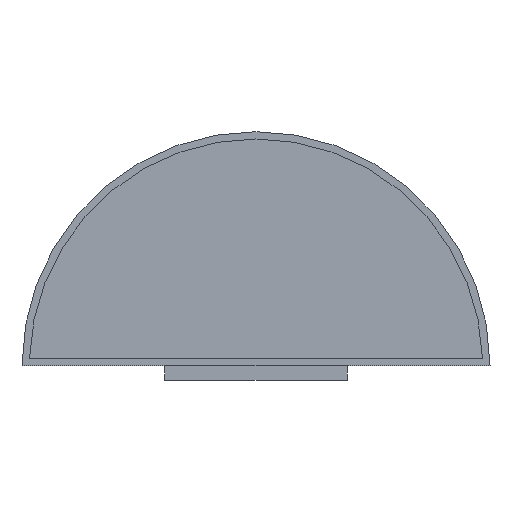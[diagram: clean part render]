
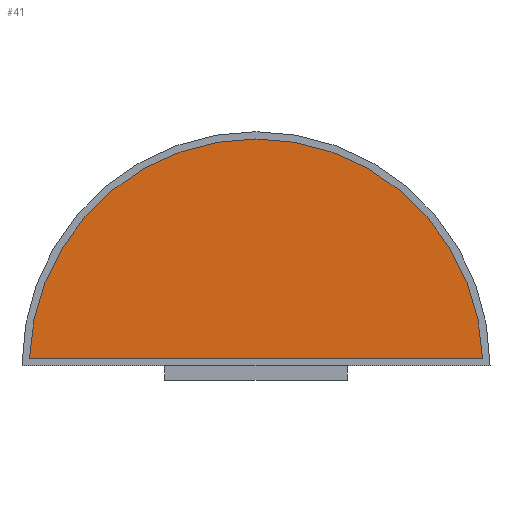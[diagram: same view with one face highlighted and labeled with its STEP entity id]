
A CAD part, front view. The second image highlights one B-rep face of the part: STEP entity #41.
In plain terms, the highlighted planar face has unit normal (0, -1, 0).
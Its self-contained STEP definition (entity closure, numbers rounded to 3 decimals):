
#41 = ADVANCED_FACE( '', ( #89 ), #90, .T. );
#89 = FACE_OUTER_BOUND( '', #144, .T. );
#90 = PLANE( '', #145 );
#144 = EDGE_LOOP( '', ( #198, #199 ) );
#145 = AXIS2_PLACEMENT_3D( '', #200, #201, #202 );
#198 = ORIENTED_EDGE( '', *, *, #315, .T. );
#199 = ORIENTED_EDGE( '', *, *, #311, .T. );
#200 = CARTESIAN_POINT( '', ( 0., -24.995, -1.6 ) );
#201 = DIRECTION( '', ( 0., -1., 0. ) );
#202 = DIRECTION( '', ( 0., 0., -1. ) );
#311 = EDGE_CURVE( '', #358, #356, #359, .T. );
#315 = EDGE_CURVE( '', #356, #358, #364, .T. );
#356 = VERTEX_POINT( '', #421 );
#358 = VERTEX_POINT( '', #424 );
#359 = LINE( '', #425, #426 );
#364 = CIRCLE( '', #433, 3.1 );
#421 = CARTESIAN_POINT( '', ( 3.098, -24.995, -1.5 ) );
#424 = CARTESIAN_POINT( '', ( -3.098, -24.995, -1.5 ) );
#425 = CARTESIAN_POINT( '', ( -3.098, -24.995, -1.5 ) );
#426 = VECTOR( '', #509, 1000. );
#433 = AXIS2_PLACEMENT_3D( '', #512, #513, #514 );
#509 = DIRECTION( '', ( 1., 0., 0. ) );
#512 = CARTESIAN_POINT( '', ( 0., -24.995, -1.6 ) );
#513 = DIRECTION( '', ( 0., -1., 0. ) );
#514 = DIRECTION( '', ( 1., 0., 0. ) );
